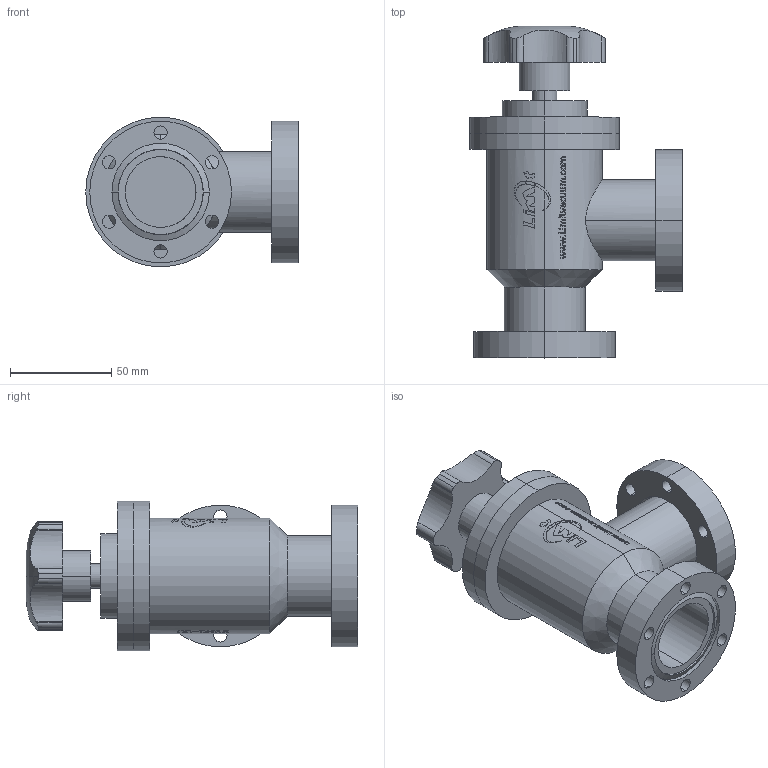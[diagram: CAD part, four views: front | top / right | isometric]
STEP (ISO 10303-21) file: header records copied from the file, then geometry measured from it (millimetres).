
FILE_DESCRIPTION (( 'STEP AP214' ), '1' );
FILE_NAME ('CC-DN35.STEP', '2024-05-20T09:19:37', ( '' ), ( '' ), 'SwSTEP 2.0', 'SolidWorks 2020', '' );
FILE_SCHEMA (( 'AUTOMOTIVE_DESIGN' ));
Length unit declared in the file: millimetre
Products named in the file (1): CC-DN35
Bounding box: 105 x 164 x 74 mm (x, y, z)
Volume: 342115.3 mm3; surface area: 94402.6 mm2
Topology: 5 solids, 5 shells, 663 faces, 1780 edges, 1181 vertices
Faces by surface type: bspline 311, plane 199, cylinder 141, cone 10, torus 2
Entity records: 67911 total; most frequent: CARTESIAN_POINT 53854, ORIENTED_EDGE 3560, EDGE_CURVE 1780, DIRECTION 1763, VERTEX_POINT 1181, B_SPLINE_CURVE_WITH_KNOTS 1046, EDGE_LOOP 749, AXIS2_PLACEMENT_3D 680
